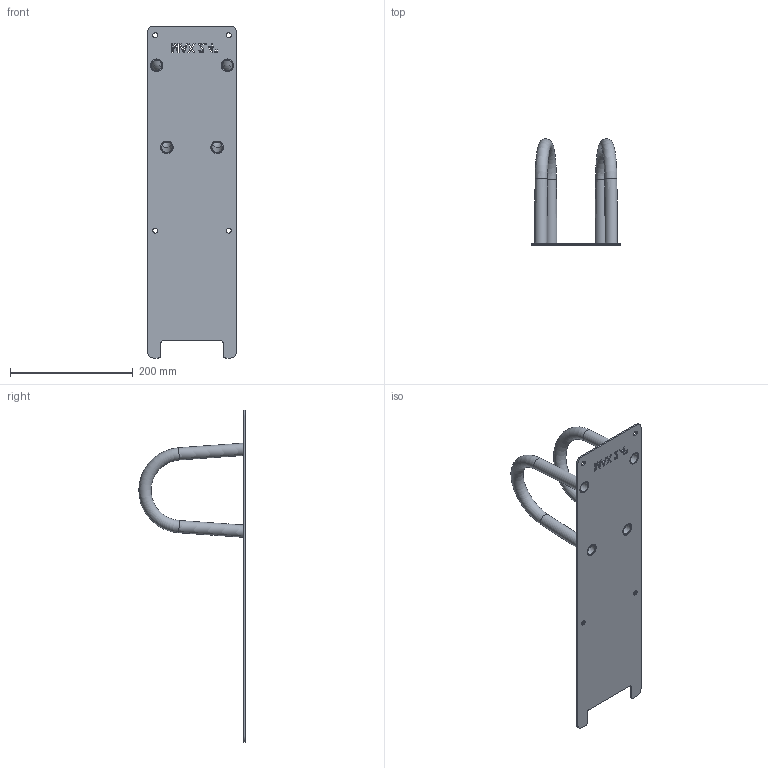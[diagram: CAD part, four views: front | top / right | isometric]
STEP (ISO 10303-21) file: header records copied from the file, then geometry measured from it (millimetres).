
FILE_DESCRIPTION (( 'STEP AP214' ), '1' );
FILE_NAME ('Locking_gates_24_mock-up.STEP', '2021-08-20T16:44:32', ( '' ), ( '' ), 'SwSTEP 2.0', 'SolidWorks 2019', '' );
FILE_SCHEMA (( 'AUTOMOTIVE_DESIGN' ));
Length unit declared in the file: millimetre
Products named in the file (3): Locking_gates_24_mock-up; LG24101ZN; LG30102ZN
Assembly tree (3 placements, depth 2):
  Locking_gates_24_mock-up
    LG24101ZN
    LG30102ZN  x2
Bounding box: 146 x 173.71 x 542 mm (x, y, z)
Volume: 254563.8 mm3; surface area: 246645.9 mm2
Topology: 3 solids, 3 shells, 214 faces, 583 edges, 386 vertices
Faces by surface type: plane 169, cylinder 24, bspline 17, torus 4
Full cylindrical faces by diameter (mm): 8 x4, 17 x4, 20 x4, 20.5 x4
Entity records: 7259 total; most frequent: CARTESIAN_POINT 1946, ORIENTED_EDGE 1110, DIRECTION 951, EDGE_CURVE 555, VECTOR 481, LINE 481, VERTEX_POINT 378, EDGE_LOOP 265
